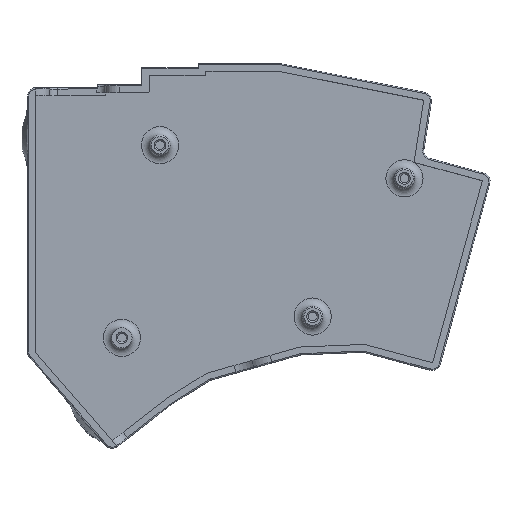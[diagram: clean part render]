
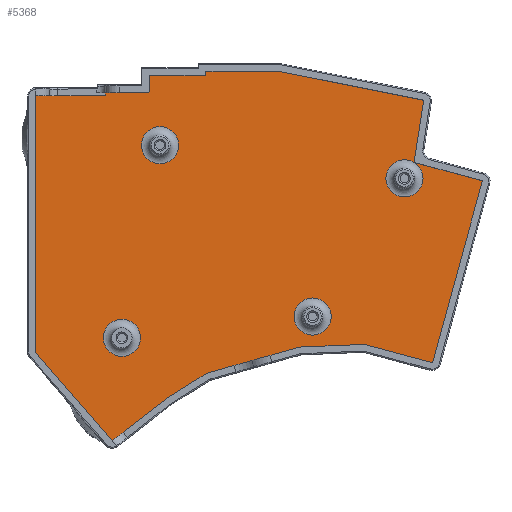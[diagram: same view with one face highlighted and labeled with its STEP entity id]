
A CAD part, top view. The second image highlights one B-rep face of the part: STEP entity #5368.
In plain terms, the highlighted planar face has unit normal (0, 0, 1).
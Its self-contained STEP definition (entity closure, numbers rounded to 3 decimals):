
#42=FACE_BOUND('',#1105,.T.);
#43=FACE_BOUND('',#1106,.T.);
#44=FACE_BOUND('',#1107,.T.);
#45=FACE_BOUND('',#1108,.T.);
#482=PLANE('',#5723);
#784=FACE_OUTER_BOUND('',#1104,.T.);
#1104=EDGE_LOOP('',(#4974,#4975,#4976,#4977,#4978,#4979,#4980,#4981,#4982,
#4983,#4984,#4985,#4986,#4987,#4988,#4989,#4990,#4991,#4992,#4993,#4994,
#4995));
#1105=EDGE_LOOP('',(#4996));
#1106=EDGE_LOOP('',(#4997));
#1107=EDGE_LOOP('',(#4998));
#1108=EDGE_LOOP('',(#4999));
#1243=CIRCLE('',#5702,6.575);
#1245=CIRCLE('',#5719,6.575);
#1247=CIRCLE('',#5722,6.575);
#1248=CIRCLE('',#5724,6.575);
#1351=LINE('',#7695,#1799);
#1374=LINE('',#7744,#1822);
#1379=LINE('',#7757,#1827);
#1381=LINE('',#7762,#1829);
#1384=LINE('',#7767,#1832);
#1386=LINE('',#7772,#1834);
#1389=LINE('',#7777,#1837);
#1398=LINE('',#7956,#1846);
#1677=LINE('',#10356,#2125);
#1678=LINE('',#10359,#2126);
#1680=LINE('',#10363,#2128);
#1682=LINE('',#10366,#2130);
#1683=LINE('',#10369,#2131);
#1685=LINE('',#10373,#2133);
#1687=LINE('',#10377,#2135);
#1689=LINE('',#10380,#2137);
#1690=LINE('',#10383,#2138);
#1692=LINE('',#10387,#2140);
#1694=LINE('',#10391,#2142);
#1696=LINE('',#10394,#2144);
#1697=LINE('',#10397,#2145);
#1699=LINE('',#10400,#2147);
#1799=VECTOR('',#6147,10.);
#1822=VECTOR('',#6182,10.);
#1827=VECTOR('',#6193,10.);
#1829=VECTOR('',#6197,10.);
#1832=VECTOR('',#6202,10.);
#1834=VECTOR('',#6206,10.);
#1837=VECTOR('',#6211,10.);
#1846=VECTOR('',#6264,10.);
#2125=VECTOR('',#6815,10.);
#2126=VECTOR('',#6818,10.);
#2128=VECTOR('',#6822,10.);
#2130=VECTOR('',#6826,10.);
#2131=VECTOR('',#6829,10.);
#2133=VECTOR('',#6833,10.);
#2135=VECTOR('',#6837,10.);
#2137=VECTOR('',#6841,10.);
#2138=VECTOR('',#6844,10.);
#2140=VECTOR('',#6848,10.);
#2142=VECTOR('',#6852,10.);
#2144=VECTOR('',#6856,10.);
#2145=VECTOR('',#6859,10.);
#2147=VECTOR('',#6863,10.);
#2295=VERTEX_POINT('',#7692);
#2296=VERTEX_POINT('',#7694);
#2315=VERTEX_POINT('',#7741);
#2316=VERTEX_POINT('',#7743);
#2321=VERTEX_POINT('',#7755);
#2322=VERTEX_POINT('',#7759);
#2323=VERTEX_POINT('',#7761);
#2324=VERTEX_POINT('',#7765);
#2325=VERTEX_POINT('',#7769);
#2326=VERTEX_POINT('',#7771);
#2327=VERTEX_POINT('',#7775);
#2338=VERTEX_POINT('',#7953);
#2339=VERTEX_POINT('',#7955);
#2644=VERTEX_POINT('',#10352);
#2645=VERTEX_POINT('',#10358);
#2646=VERTEX_POINT('',#10362);
#2647=VERTEX_POINT('',#10368);
#2648=VERTEX_POINT('',#10372);
#2649=VERTEX_POINT('',#10376);
#2650=VERTEX_POINT('',#10382);
#2651=VERTEX_POINT('',#10386);
#2652=VERTEX_POINT('',#10390);
#2653=VERTEX_POINT('',#10396);
#2654=VERTEX_POINT('',#10402);
#2655=VERTEX_POINT('',#10406);
#2656=VERTEX_POINT('',#10410);
#2867=EDGE_CURVE('',#2296,#2295,#1351,.T.);
#2892=EDGE_CURVE('',#2315,#2316,#1374,.F.);
#2899=EDGE_CURVE('',#2315,#2321,#1379,.T.);
#2901=EDGE_CURVE('',#2322,#2323,#1381,.F.);
#2904=EDGE_CURVE('',#2322,#2324,#1384,.T.);
#2906=EDGE_CURVE('',#2325,#2326,#1386,.F.);
#2909=EDGE_CURVE('',#2325,#2327,#1389,.T.);
#2932=EDGE_CURVE('',#2339,#2338,#1398,.T.);
#3410=EDGE_CURVE('',#2644,#2644,#1243,.T.);
#3411=EDGE_CURVE('',#2324,#2316,#1677,.T.);
#3412=EDGE_CURVE('',#2645,#2323,#1678,.T.);
#3414=EDGE_CURVE('',#2646,#2645,#1680,.T.);
#3416=EDGE_CURVE('',#2327,#2646,#1682,.T.);
#3417=EDGE_CURVE('',#2647,#2326,#1683,.T.);
#3419=EDGE_CURVE('',#2648,#2647,#1685,.T.);
#3421=EDGE_CURVE('',#2649,#2648,#1687,.T.);
#3423=EDGE_CURVE('',#2295,#2649,#1689,.T.);
#3424=EDGE_CURVE('',#2650,#2296,#1690,.T.);
#3426=EDGE_CURVE('',#2651,#2650,#1692,.T.);
#3428=EDGE_CURVE('',#2652,#2651,#1694,.T.);
#3430=EDGE_CURVE('',#2338,#2652,#1696,.T.);
#3431=EDGE_CURVE('',#2653,#2339,#1697,.T.);
#3433=EDGE_CURVE('',#2321,#2653,#1699,.T.);
#3435=EDGE_CURVE('',#2654,#2654,#1245,.T.);
#3437=EDGE_CURVE('',#2655,#2655,#1247,.T.);
#3438=EDGE_CURVE('',#2656,#2656,#1248,.T.);
#4974=ORIENTED_EDGE('',*,*,#2899,.T.);
#4975=ORIENTED_EDGE('',*,*,#3433,.T.);
#4976=ORIENTED_EDGE('',*,*,#3431,.T.);
#4977=ORIENTED_EDGE('',*,*,#2932,.T.);
#4978=ORIENTED_EDGE('',*,*,#3430,.T.);
#4979=ORIENTED_EDGE('',*,*,#3428,.T.);
#4980=ORIENTED_EDGE('',*,*,#3426,.T.);
#4981=ORIENTED_EDGE('',*,*,#3424,.T.);
#4982=ORIENTED_EDGE('',*,*,#2867,.T.);
#4983=ORIENTED_EDGE('',*,*,#3423,.T.);
#4984=ORIENTED_EDGE('',*,*,#3421,.T.);
#4985=ORIENTED_EDGE('',*,*,#3419,.T.);
#4986=ORIENTED_EDGE('',*,*,#3417,.T.);
#4987=ORIENTED_EDGE('',*,*,#2906,.F.);
#4988=ORIENTED_EDGE('',*,*,#2909,.T.);
#4989=ORIENTED_EDGE('',*,*,#3416,.T.);
#4990=ORIENTED_EDGE('',*,*,#3414,.T.);
#4991=ORIENTED_EDGE('',*,*,#3412,.T.);
#4992=ORIENTED_EDGE('',*,*,#2901,.F.);
#4993=ORIENTED_EDGE('',*,*,#2904,.T.);
#4994=ORIENTED_EDGE('',*,*,#3411,.T.);
#4995=ORIENTED_EDGE('',*,*,#2892,.F.);
#4996=ORIENTED_EDGE('',*,*,#3437,.F.);
#4997=ORIENTED_EDGE('',*,*,#3435,.F.);
#4998=ORIENTED_EDGE('',*,*,#3438,.F.);
#4999=ORIENTED_EDGE('',*,*,#3410,.F.);
#5368=ADVANCED_FACE('',(#784,#42,#43,#44,#45),#482,.F.);
#5702=AXIS2_PLACEMENT_3D('',#10354,#6811,#6812);
#5719=AXIS2_PLACEMENT_3D('',#10404,#6868,#6869);
#5722=AXIS2_PLACEMENT_3D('',#10408,#6874,#6875);
#5723=AXIS2_PLACEMENT_3D('',#10409,#6876,#6877);
#5724=AXIS2_PLACEMENT_3D('',#10411,#6878,#6879);
#6147=DIRECTION('',(0.963,0.27,0.));
#6182=DIRECTION('',(-0.709,-0.705,0.));
#6193=DIRECTION('',(-1.,0.,0.));
#6197=DIRECTION('',(-0.707,-0.707,0.));
#6202=DIRECTION('',(-1.,0.,0.));
#6206=DIRECTION('',(-0.545,0.838,0.));
#6211=DIRECTION('',(0.153,0.988,0.));
#6264=DIRECTION('',(-1.,0.011,0.));
#6811=DIRECTION('center_axis',(0.,0.,1.));
#6812=DIRECTION('ref_axis',(1.,0.,0.));
#6815=DIRECTION('',(-0.005,-1.,0.));
#6818=DIRECTION('',(0.,-1.,0.));
#6822=DIRECTION('',(-1.,0.,0.));
#6826=DIRECTION('',(-0.981,0.195,0.));
#6829=DIRECTION('',(-0.965,0.261,0.));
#6833=DIRECTION('',(0.264,0.965,0.));
#6837=DIRECTION('',(0.966,-0.259,0.));
#6841=DIRECTION('',(0.999,0.041,0.));
#6844=DIRECTION('',(0.848,0.53,0.));
#6848=DIRECTION('',(0.79,0.613,0.));
#6852=DIRECTION('',(0.655,-0.755,0.));
#6856=DIRECTION('',(0.,-1.,0.));
#6859=DIRECTION('',(-1.,-0.002,0.));
#6863=DIRECTION('',(0.,-1.,0.));
#6868=DIRECTION('center_axis',(0.,0.,1.));
#6869=DIRECTION('ref_axis',(1.,0.,0.));
#6874=DIRECTION('center_axis',(0.,0.,1.));
#6875=DIRECTION('ref_axis',(1.,0.,0.));
#6876=DIRECTION('center_axis',(0.,0.,-1.));
#6877=DIRECTION('ref_axis',(1.,0.,0.));
#6878=DIRECTION('center_axis',(0.,0.,1.));
#6879=DIRECTION('ref_axis',(1.,0.,0.));
#7692=CARTESIAN_POINT('',(296.885,-134.241,-4.));
#7694=CARTESIAN_POINT('',(264.06,-143.432,-4.));
#7695=CARTESIAN_POINT('',(296.885,-134.241,-4.));
#7741=CARTESIAN_POINT('',(243.415,-44.156,-4.));
#7743=CARTESIAN_POINT('',(243.666,-43.906,-4.));
#7744=CARTESIAN_POINT('',(238.753,-48.795,-4.));
#7755=CARTESIAN_POINT('',(228.044,-44.156,-4.));
#7757=CARTESIAN_POINT('',(228.044,-44.156,-4.));
#7759=CARTESIAN_POINT('',(263.399,-38.098,-4.));
#7761=CARTESIAN_POINT('',(263.649,-37.848,-4.));
#7762=CARTESIAN_POINT('',(252.178,-49.319,-4.));
#7765=CARTESIAN_POINT('',(243.695,-38.098,-4.));
#7767=CARTESIAN_POINT('',(243.695,-38.098,-4.));
#7769=CARTESIAN_POINT('',(337.357,-68.593,-4.));
#7771=CARTESIAN_POINT('',(337.56,-68.905,-4.));
#7772=CARTESIAN_POINT('',(337.049,-68.119,-4.));
#7775=CARTESIAN_POINT('',(340.736,-46.82,-4.));
#7777=CARTESIAN_POINT('',(340.736,-46.82,-4.));
#7953=CARTESIAN_POINT('',(203.282,-45.162,-4.));
#7955=CARTESIAN_POINT('',(208.845,-45.225,-4.));
#7956=CARTESIAN_POINT('',(203.282,-45.162,-4.));
#10352=CARTESIAN_POINT('',(240.477,-130.941,-4.));
#10354=CARTESIAN_POINT('Origin',(233.902,-130.941,-4.));
#10356=CARTESIAN_POINT('',(243.665,-44.156,-4.));
#10358=CARTESIAN_POINT('',(263.649,-36.673,-4.));
#10359=CARTESIAN_POINT('',(263.649,-38.098,-4.));
#10362=CARTESIAN_POINT('',(289.698,-36.673,-4.));
#10363=CARTESIAN_POINT('',(263.649,-36.673,-4.));
#10366=CARTESIAN_POINT('',(289.698,-36.673,-4.));
#10368=CARTESIAN_POINT('',(361.516,-75.38,-4.));
#10369=CARTESIAN_POINT('',(337.319,-68.84,-4.));
#10372=CARTESIAN_POINT('',(343.894,-139.795,-4.));
#10373=CARTESIAN_POINT('',(361.516,-75.38,-4.));
#10376=CARTESIAN_POINT('',(319.668,-133.297,-4.));
#10377=CARTESIAN_POINT('',(343.894,-139.795,-4.));
#10380=CARTESIAN_POINT('',(319.668,-133.297,-4.));
#10382=CARTESIAN_POINT('',(249.996,-152.226,-4.));
#10383=CARTESIAN_POINT('',(264.06,-143.432,-4.));
#10386=CARTESIAN_POINT('',(230.462,-167.397,-4.));
#10387=CARTESIAN_POINT('',(249.996,-152.226,-4.));
#10390=CARTESIAN_POINT('',(203.279,-136.078,-4.));
#10391=CARTESIAN_POINT('',(230.462,-167.397,-4.));
#10394=CARTESIAN_POINT('',(203.279,-136.078,-4.));
#10396=CARTESIAN_POINT('',(228.044,-45.195,-4.));
#10397=CARTESIAN_POINT('',(208.845,-45.225,-4.));
#10400=CARTESIAN_POINT('',(228.044,-45.195,-4.));
#10402=CARTESIAN_POINT('',(253.976,-62.758,-4.));
#10404=CARTESIAN_POINT('Origin',(247.401,-62.758,-4.));
#10406=CARTESIAN_POINT('',(307.989,-123.402,-4.));
#10408=CARTESIAN_POINT('Origin',(301.414,-123.402,-4.));
#10409=CARTESIAN_POINT('Origin',(282.713,-102.545,-4.));
#10410=CARTESIAN_POINT('',(340.496,-74.488,-4.));
#10411=CARTESIAN_POINT('Origin',(333.921,-74.488,-4.));
